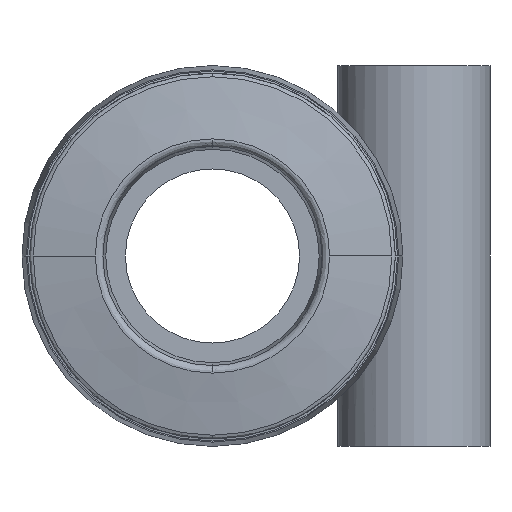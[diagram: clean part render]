
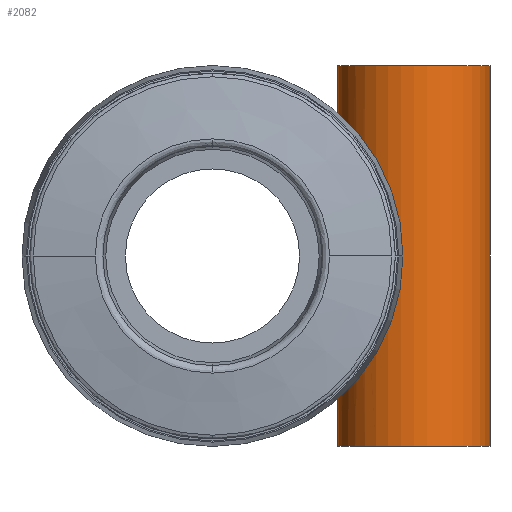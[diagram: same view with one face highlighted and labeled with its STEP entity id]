
A CAD part, front view. The second image highlights one B-rep face of the part: STEP entity #2082.
In plain terms, the highlighted cylindrical face has radius 3.5 mm (diameter 7 mm), a partial arc.
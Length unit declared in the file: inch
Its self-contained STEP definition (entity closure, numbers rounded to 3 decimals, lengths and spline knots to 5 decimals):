
#6 = CARTESIAN_POINT ( 'NONE',  ( 0.26131, -0.09177, 0.08798 ) ) ;
#32 = EDGE_LOOP ( 'NONE', ( #2303, #1321, #113, #2145, #1514, #122, #2884 ) ) ;
#43 = CARTESIAN_POINT ( 'NONE',  ( 0.26634, -0.09711, 0.07132 ) ) ;
#51 = CARTESIAN_POINT ( 'NONE',  ( 0.26849, -0.09919, 0.06278 ) ) ;
#70 = CARTESIAN_POINT ( 'NONE',  ( 0.2522, -0.08047, -0.1114 ) ) ;
#93 = CARTESIAN_POINT ( 'NONE',  ( 0.27559, -0.10555, 0. ) ) ;
#113 = ORIENTED_EDGE ( 'NONE', *, *, #3178, .T. ) ;
#122 = ORIENTED_EDGE ( 'NONE', *, *, #970, .F. ) ;
#138 = DIRECTION ( 'NONE',  ( 1., 0., 0. ) ) ;
#223 = CARTESIAN_POINT ( 'NONE',  ( 0.27373, -0.10407, 0.03661 ) ) ;
#235 = CARTESIAN_POINT ( 'NONE',  ( 0.27559, -0.10555, 0.01819 ) ) ;
#308 = CARTESIAN_POINT ( 'NONE',  ( 0.22638, 0., -0.15717 ) ) ;
#322 = CARTESIAN_POINT ( 'NONE',  ( 0.26129, -0.09174, -0.08806 ) ) ;
#337 = DIRECTION ( 'NONE',  ( 1., 0., 0. ) ) ;
#362 = DIRECTION ( 'NONE',  ( 0., 0., 1. ) ) ;
#368 = DIRECTION ( 'NONE',  ( 0., 0., 1. ) ) ;
#384 = DIRECTION ( 'NONE',  ( 0., 0., 1. ) ) ;
#399 = CARTESIAN_POINT ( 'NONE',  ( 0.36417, 0., -0.34449 ) ) ;
#480 = CIRCLE ( 'NONE', #3211, 0.1378 ) ;
#487 = DIRECTION ( 'NONE',  ( 0., 0., 1. ) ) ;
#493 = CARTESIAN_POINT ( 'NONE',  ( 0.22638, 0., 0. ) ) ;
#504 = CARTESIAN_POINT ( 'NONE',  ( 0.22638, 0., -0.34449 ) ) ;
#560 = CARTESIAN_POINT ( 'NONE',  ( 0.25221, -0.08048, 0.11139 ) ) ;
#563 = CARTESIAN_POINT ( 'NONE',  ( 0.26848, -0.09918, -0.06284 ) ) ;
#639 = EDGE_CURVE ( 'NONE', #784, #2645, #1760, .T. ) ;
#674 = FACE_OUTER_BOUND ( 'NONE', #32, .T. ) ;
#720 = DIRECTION ( 'NONE',  ( 1., 0., 0. ) ) ;
#734 = DIRECTION ( 'NONE',  ( 0., 0., -1. ) ) ;
#739 = DIRECTION ( 'NONE',  ( 0., 0., 1. ) ) ;
#751 = CARTESIAN_POINT ( 'NONE',  ( 0.36417, 0., 0.34449 ) ) ;
#766 = EDGE_CURVE ( 'NONE', #2643, #2596, #810, .T. ) ;
#781 = CARTESIAN_POINT ( 'NONE',  ( 0.22638, 0., 0.15717 ) ) ;
#784 = VERTEX_POINT ( 'NONE', #504 ) ;
#803 = CARTESIAN_POINT ( 'NONE',  ( 0.27335, -0.10363, -0.03627 ) ) ;
#809 = CARTESIAN_POINT ( 'NONE',  ( 0.24892, -0.0758, 0.11851 ) ) ;
#810 = LINE ( 'NONE', #493, #1893 ) ;
#890 = EDGE_CURVE ( 'NONE', #1880, #2596, #480, .T. ) ;
#925 = LINE ( 'NONE', #1968, #3071 ) ;
#937 = VECTOR ( 'NONE', #362, 39.37008 ) ;
#970 = EDGE_CURVE ( 'NONE', #1945, #2643, #2279, .T. ) ;
#998 = CARTESIAN_POINT ( 'NONE',  ( 0.50197, 0., 0.34449 ) ) ;
#1018 = LINE ( 'NONE', #2377, #937 ) ;
#1037 = CARTESIAN_POINT ( 'NONE',  ( 0.23077, -0.03561, -0.15069 ) ) ;
#1048 = CARTESIAN_POINT ( 'NONE',  ( 0.27559, -0.10555, -0.00909 ) ) ;
#1244 = CARTESIAN_POINT ( 'NONE',  ( 0.2584, -0.08846, 0.09616 ) ) ;
#1299 = CARTESIAN_POINT ( 'NONE',  ( 0.23904, -0.05822, -0.13727 ) ) ;
#1321 = ORIENTED_EDGE ( 'NONE', *, *, #639, .T. ) ;
#1451 = EDGE_CURVE ( 'NONE', #2231, #1945, #1944, .T. ) ;
#1512 = CARTESIAN_POINT ( 'NONE',  ( 0.22638, -0.00913, 0.15717 ) ) ;
#1514 = ORIENTED_EDGE ( 'NONE', *, *, #766, .F. ) ;
#1562 = CARTESIAN_POINT ( 'NONE',  ( 0.24892, -0.07581, -0.1185 ) ) ;
#1619 = CARTESIAN_POINT ( 'NONE',  ( 0.50197, 0., -0.34449 ) ) ;
#1628 = CARTESIAN_POINT ( 'NONE',  ( 0.36417, 0., 0. ) ) ;
#1760 = CIRCLE ( 'NONE', #2181, 0.1378 ) ;
#1815 = CARTESIAN_POINT ( 'NONE',  ( 0.25838, -0.08843, -0.09622 ) ) ;
#1880 = VERTEX_POINT ( 'NONE', #998 ) ;
#1893 = VECTOR ( 'NONE', #739, 39.37008 ) ;
#1901 = CYLINDRICAL_SURFACE ( 'NONE', #2569, 0.1378 ) ;
#1944 = B_SPLINE_CURVE_WITH_KNOTS ( 'NONE', 3,
 ( #308, #2036, #2577, #1037, #2832, #1299, #3100, #1562, #70, #1815, #322, #2064, #563, #2329, #803, #2588, #1048, #2847 ),
 .UNSPECIFIED., .F., .F.,
 ( 4, 2, 2, 2, 2, 2, 2, 2, 4 ),
 ( 0.00552, 0.00621, 0.0069, 0.00759, 0.00827, 0.00896, 0.00965, 0.01034, 0.01103 ),
 .UNSPECIFIED. ) ;
#1945 = VERTEX_POINT ( 'NONE', #2568 ) ;
#1968 = CARTESIAN_POINT ( 'NONE',  ( 0.22638, 0., 0. ) ) ;
#2033 = CARTESIAN_POINT ( 'NONE',  ( 0.23332, -0.0434, 0.14668 ) ) ;
#2036 = CARTESIAN_POINT ( 'NONE',  ( 0.22638, -0.00921, -0.15717 ) ) ;
#2064 = CARTESIAN_POINT ( 'NONE',  ( 0.26632, -0.09709, -0.0714 ) ) ;
#2082 = ADVANCED_FACE ( 'NONE', ( #674 ), #1901, .T. ) ;
#2145 = ORIENTED_EDGE ( 'NONE', *, *, #890, .T. ) ;
#2166 = CARTESIAN_POINT ( 'NONE',  ( 0.22638, 0., -0.15717 ) ) ;
#2181 = AXIS2_PLACEMENT_3D ( 'NONE', #399, #368, #337 ) ;
#2231 = VERTEX_POINT ( 'NONE', #2166 ) ;
#2264 = CARTESIAN_POINT ( 'NONE',  ( 0.22733, -0.01841, 0.15582 ) ) ;
#2279 = B_SPLINE_CURVE_WITH_KNOTS ( 'NONE', 3,
 ( #93, #235, #223, #51, #43, #6, #1244, #560, #809, #2855, #2581, #2530, #2033, #2337, #2308, #2264, #1512, #781 ),
 .UNSPECIFIED., .F., .F.,
 ( 4, 2, 2, 2, 2, 2, 2, 2, 4 ),
 ( 0.01103, 0.01241, 0.0131, 0.01379, 0.01448, 0.01517, 0.01551, 0.01586, 0.01655 ),
 .UNSPECIFIED. ) ;
#2303 = ORIENTED_EDGE ( 'NONE', *, *, #2343, .F. ) ;
#2308 = CARTESIAN_POINT ( 'NONE',  ( 0.2299, -0.03126, 0.15198 ) ) ;
#2329 = CARTESIAN_POINT ( 'NONE',  ( 0.27199, -0.10245, -0.0453 ) ) ;
#2337 = CARTESIAN_POINT ( 'NONE',  ( 0.23094, -0.0354, 0.15041 ) ) ;
#2343 = EDGE_CURVE ( 'NONE', #784, #2231, #925, .T. ) ;
#2377 = CARTESIAN_POINT ( 'NONE',  ( 0.50197, 0., 0. ) ) ;
#2530 = CARTESIAN_POINT ( 'NONE',  ( 0.23469, -0.04729, 0.1445 ) ) ;
#2568 = CARTESIAN_POINT ( 'NONE',  ( 0.27559, -0.10555, 0. ) ) ;
#2569 = AXIS2_PLACEMENT_3D ( 'NONE', #1628, #384, #138 ) ;
#2577 = CARTESIAN_POINT ( 'NONE',  ( 0.22731, -0.01828, -0.15585 ) ) ;
#2581 = CARTESIAN_POINT ( 'NONE',  ( 0.23902, -0.05819, 0.13729 ) ) ;
#2588 = CARTESIAN_POINT ( 'NONE',  ( 0.27514, -0.10518, -0.01816 ) ) ;
#2596 = VERTEX_POINT ( 'NONE', #2893 ) ;
#2643 = VERTEX_POINT ( 'NONE', #2913 ) ;
#2645 = VERTEX_POINT ( 'NONE', #1619 ) ;
#2832 = CARTESIAN_POINT ( 'NONE',  ( 0.23324, -0.04366, -0.1469 ) ) ;
#2847 = CARTESIAN_POINT ( 'NONE',  ( 0.27559, -0.10555, 0. ) ) ;
#2855 = CARTESIAN_POINT ( 'NONE',  ( 0.24226, -0.06456, 0.13158 ) ) ;
#2884 = ORIENTED_EDGE ( 'NONE', *, *, #1451, .F. ) ;
#2893 = CARTESIAN_POINT ( 'NONE',  ( 0.22638, 0., 0.34449 ) ) ;
#2913 = CARTESIAN_POINT ( 'NONE',  ( 0.22638, 0., 0.15717 ) ) ;
#3071 = VECTOR ( 'NONE', #487, 39.37008 ) ;
#3100 = CARTESIAN_POINT ( 'NONE',  ( 0.2423, -0.06462, -0.13151 ) ) ;
#3178 = EDGE_CURVE ( 'NONE', #2645, #1880, #1018, .T. ) ;
#3211 = AXIS2_PLACEMENT_3D ( 'NONE', #751, #734, #720 ) ;
